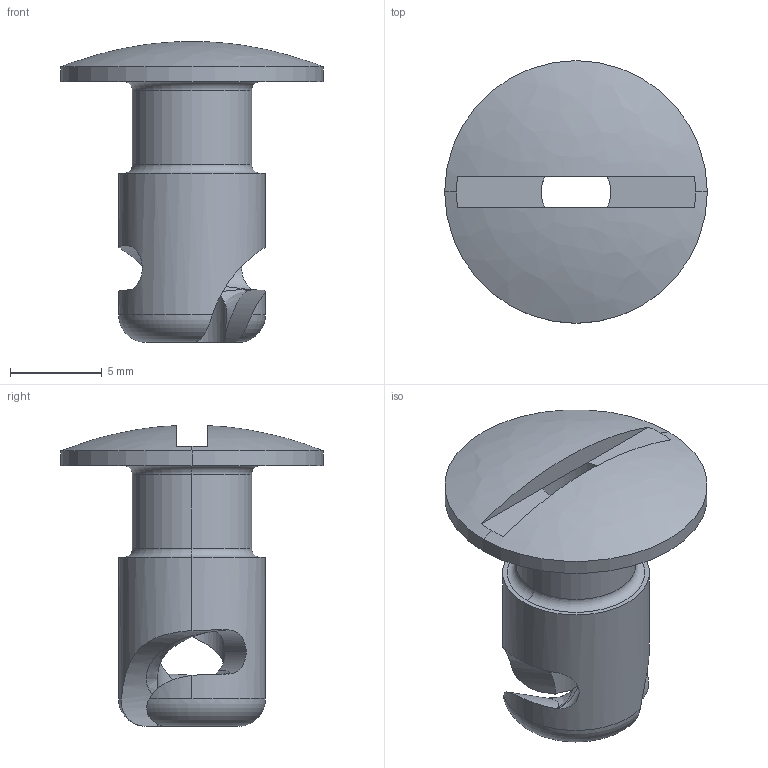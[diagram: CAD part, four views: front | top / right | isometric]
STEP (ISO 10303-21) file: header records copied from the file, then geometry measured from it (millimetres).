
FILE_DESCRIPTION (( 'STEP AP214' ), '1' );
FILE_NAME ('TL_66_1.STEP', '2015-05-22T00:31:06', ( '' ), ( '' ), 'SwSTEP 2.0', 'SolidWorks 2015', '' );
FILE_SCHEMA (( 'AUTOMOTIVE_DESIGN' ));
Length unit declared in the file: millimetre
Products named in the file (2): TL_66_1; fastener
Assembly tree (1 placements, depth 2):
  TL_66_1
    fastener
Bounding box: 14.3 x 14.3 x 16.38 mm (x, y, z)
Volume: 590.2 mm3; surface area: 882.2 mm2
Topology: 1 solids, 1 shells, 47 faces, 120 edges, 71 vertices
Faces by surface type: cylinder 20, plane 12, bspline 8, torus 7
Entity records: 2672 total; most frequent: CARTESIAN_POINT 1586, ORIENTED_EDGE 232, DIRECTION 198, EDGE_CURVE 116, AXIS2_PLACEMENT_3D 85, VERTEX_POINT 71, EDGE_LOOP 49, ADVANCED_FACE 47
